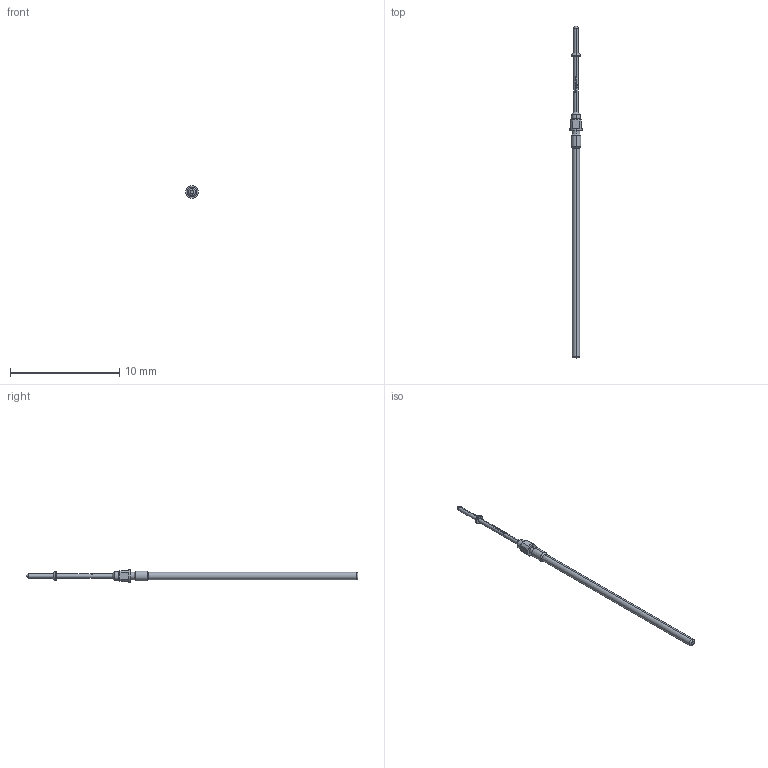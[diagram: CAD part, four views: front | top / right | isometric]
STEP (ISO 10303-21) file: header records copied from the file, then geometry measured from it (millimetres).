
FILE_DESCRIPTION (( 'STEP AP203' ), '1' );
FILE_NAME ('INGUN_T-097_305_040_250_080Axx02MO-G.STEP', '2023-09-06T12:40:56', ( '' ), ( '' ), 'SwSTEP 2.0', 'SolidWorks 2021', '' );
FILE_SCHEMA (( 'CONFIG_CONTROL_DESIGN' ));
Length unit declared in the file: millimetre
Products named in the file (1): INGUN_T-097_305_040_250_080Axx02MO-G
Bounding box: 1.15 x 30.4 x 1.15 mm (x, y, z)
Volume: 9.9 mm3; surface area: 61.9 mm2
Topology: 1 solids, 1 shells, 123 faces, 336 edges, 217 vertices
Faces by surface type: plane 52, cylinder 35, bspline 22, cone 8, torus 4, sphere 2
Entity records: 4189 total; most frequent: CARTESIAN_POINT 1137, ORIENTED_EDGE 668, DIRECTION 574, EDGE_CURVE 334, AXIS2_PLACEMENT_3D 230, VERTEX_POINT 217, CIRCLE 128, EDGE_LOOP 127
